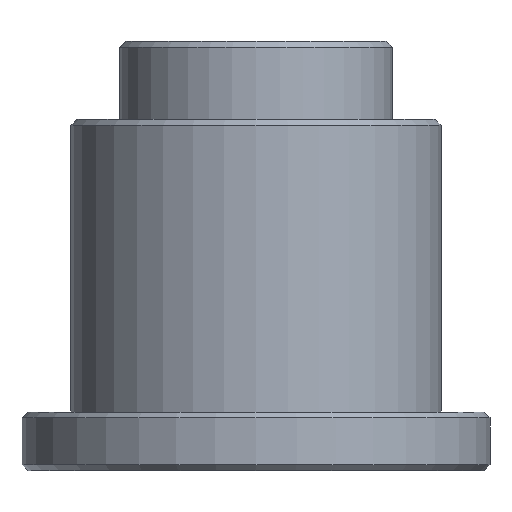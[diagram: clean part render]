
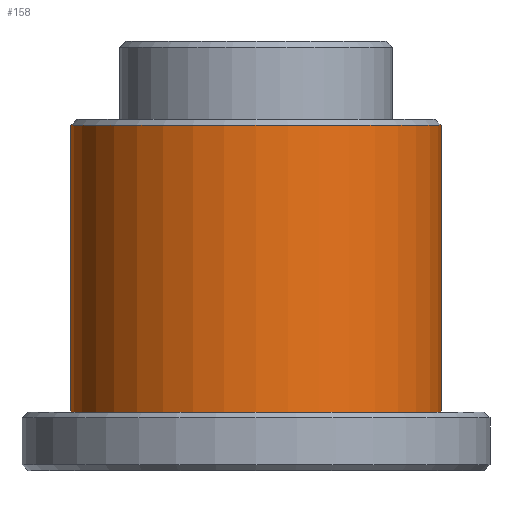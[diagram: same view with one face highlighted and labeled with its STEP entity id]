
A CAD part, front view. The second image highlights one B-rep face of the part: STEP entity #158.
In plain terms, the highlighted cylindrical face has radius 9.5 mm (diameter 19 mm), a partial arc.
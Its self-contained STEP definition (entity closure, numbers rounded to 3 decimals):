
#99 = ORIENTED_EDGE ( 'NONE', *, *, #135, .T. ) ;
#135 = EDGE_CURVE ( 'NONE', #2207, #583, #1186, .T. ) ;
#158 = ADVANCED_FACE ( 'NONE', ( #1447 ), #914, .T. ) ;
#332 = CARTESIAN_POINT ( 'NONE',  ( 0., 0., 17.7 ) ) ;
#334 = EDGE_LOOP ( 'NONE', ( #2339, #360, #99, #1905 ) ) ;
#360 = ORIENTED_EDGE ( 'NONE', *, *, #502, .T. ) ;
#398 = VECTOR ( 'NONE', #939, 1000. ) ;
#442 = VERTEX_POINT ( 'NONE', #1488 ) ;
#502 = EDGE_CURVE ( 'NONE', #2271, #2207, #1067, .T. ) ;
#522 = CARTESIAN_POINT ( 'NONE',  ( -9.5, 0., 3. ) ) ;
#525 = DIRECTION ( 'NONE',  ( 0., 0., -1. ) ) ;
#574 = VECTOR ( 'NONE', #2220, 1000. ) ;
#583 = VERTEX_POINT ( 'NONE', #522 ) ;
#712 = DIRECTION ( 'NONE',  ( 0., 0., -1. ) ) ;
#761 = CARTESIAN_POINT ( 'NONE',  ( -9.5, 0., 18. ) ) ;
#914 = CYLINDRICAL_SURFACE ( 'NONE', #1226, 9.5 ) ;
#939 = DIRECTION ( 'NONE',  ( 0., 0., -1. ) ) ;
#991 = AXIS2_PLACEMENT_3D ( 'NONE', #332, #525, #1965 ) ;
#1065 = CARTESIAN_POINT ( 'NONE',  ( 9.5, 0., 17.7 ) ) ;
#1067 = CIRCLE ( 'NONE', #991, 9.5 ) ;
#1134 = EDGE_CURVE ( 'NONE', #2271, #442, #1582, .T. ) ;
#1186 = LINE ( 'NONE', #761, #398 ) ;
#1226 = AXIS2_PLACEMENT_3D ( 'NONE', #1425, #2082, #1510 ) ;
#1243 = CARTESIAN_POINT ( 'NONE',  ( -9.5, 0., 17.7 ) ) ;
#1252 = DIRECTION ( 'NONE',  ( -1., 0., 0. ) ) ;
#1306 = CIRCLE ( 'NONE', #1702, 9.5 ) ;
#1425 = CARTESIAN_POINT ( 'NONE',  ( 0., 0., 18. ) ) ;
#1447 = FACE_OUTER_BOUND ( 'NONE', #334, .T. ) ;
#1488 = CARTESIAN_POINT ( 'NONE',  ( 9.5, 0., 3. ) ) ;
#1510 = DIRECTION ( 'NONE',  ( -1., 0., 0. ) ) ;
#1582 = LINE ( 'NONE', #2242, #574 ) ;
#1624 = CARTESIAN_POINT ( 'NONE',  ( 0., 0., 3. ) ) ;
#1702 = AXIS2_PLACEMENT_3D ( 'NONE', #1624, #712, #1252 ) ;
#1905 = ORIENTED_EDGE ( 'NONE', *, *, #2267, .F. ) ;
#1965 = DIRECTION ( 'NONE',  ( 1., 0., 0. ) ) ;
#2082 = DIRECTION ( 'NONE',  ( 0., 0., -1. ) ) ;
#2207 = VERTEX_POINT ( 'NONE', #1243 ) ;
#2220 = DIRECTION ( 'NONE',  ( 0., 0., -1. ) ) ;
#2242 = CARTESIAN_POINT ( 'NONE',  ( 9.5, 0., 18. ) ) ;
#2267 = EDGE_CURVE ( 'NONE', #442, #583, #1306, .T. ) ;
#2271 = VERTEX_POINT ( 'NONE', #1065 ) ;
#2339 = ORIENTED_EDGE ( 'NONE', *, *, #1134, .F. ) ;
